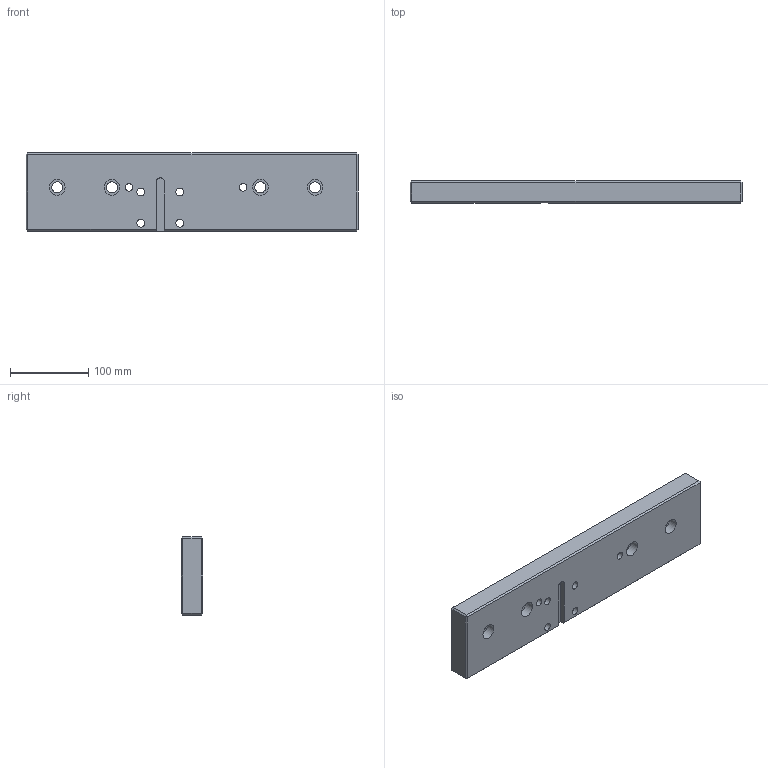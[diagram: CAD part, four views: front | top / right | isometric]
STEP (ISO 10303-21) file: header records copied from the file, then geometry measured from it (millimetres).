
FILE_DESCRIPTION (( 'STEP AP203' ), '1' );
FILE_NAME ('322B21S02-導軌.STEP', '2023-09-28T06:27:01', ( '' ), ( '' ), 'SwSTEP 2.0', 'SolidWorks 2018', '' );
FILE_SCHEMA (( 'CONFIG_CONTROL_DESIGN' ));
Length unit declared in the file: millimetre
Products named in the file (1): 322B21S02-導軌
Bounding box: 425 x 28 x 100 mm (x, y, z)
Volume: 1129161.2 mm3; surface area: 127901.7 mm2
Topology: 1 solids, 1 shells, 77 faces, 185 edges, 112 vertices
Faces by surface type: plane 36, cylinder 29, cone 12
Full cylindrical faces by diameter (mm): 7.9 x6, 8.4 x4, 8.5 x4, 9.6 x2, 10.2 x4, 14 x4, 20 x4
Entity records: 2584 total; most frequent: CARTESIAN_POINT 943, DIRECTION 325, ORIENTED_EDGE 246, EDGE_LOOP 151, AXIS2_PLACEMENT_3D 132, EDGE_CURVE 123, FACE_OUTER_BOUND 105, VERTEX_POINT 94
